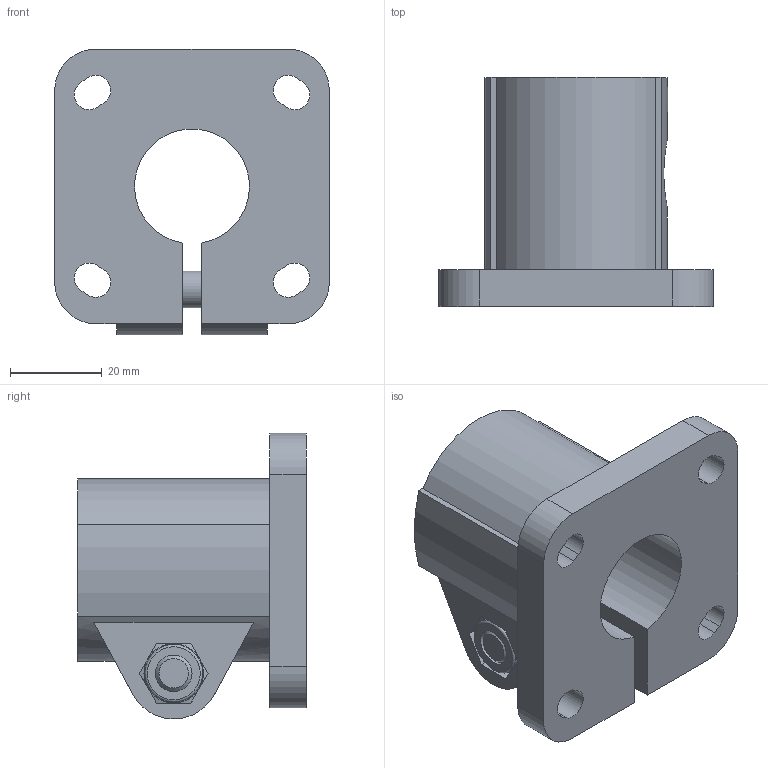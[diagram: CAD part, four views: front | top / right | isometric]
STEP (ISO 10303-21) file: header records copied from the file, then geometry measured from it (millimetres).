
FILE_DESCRIPTION( ( 'STEP AP214' ), '1' );
FILE_NAME( 'K0477.525.stp', '2020-12-08T09:54:07', ( '' ), ( '' ), ' ', 'PARTsolutions', ' ' );
FILE_SCHEMA( ( 'AUTOMOTIVE_DESIGN { 1 0 10303 214 1 1 1 1 }' ) );
Length unit declared in the file: millimetre
Products named in the file (1): _K0477.525
Bounding box: 60 x 50 x 62.47 mm (x, y, z)
Volume: 62093.3 mm3; surface area: 21550.4 mm2
Topology: 1 solids, 1 shells, 108 faces, 287 edges, 189 vertices
Faces by surface type: plane 60, cylinder 33, cone 13, torus 2
Full cylindrical faces by diameter (mm): 8 x2, 8.5 x2, 12.6 x1, 12.9 x1, 15 x1
Entity records: 4309 total; most frequent: CARTESIAN_POINT 747, DIRECTION 550, ORIENTED_EDGE 548, EDGE_CURVE 274, AXIS2_PLACEMENT_3D 192, VERTEX_POINT 186, LINE 166, VECTOR 166
